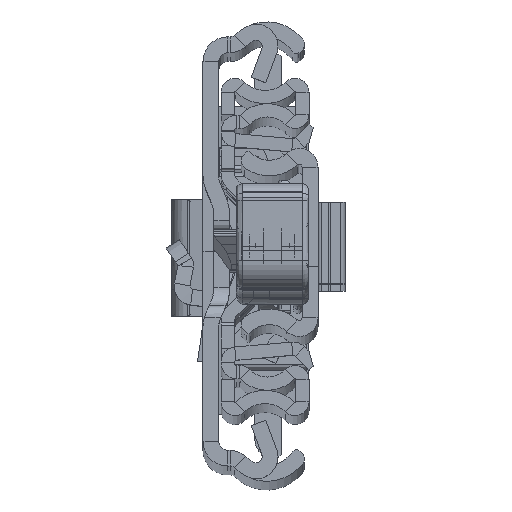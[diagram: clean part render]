
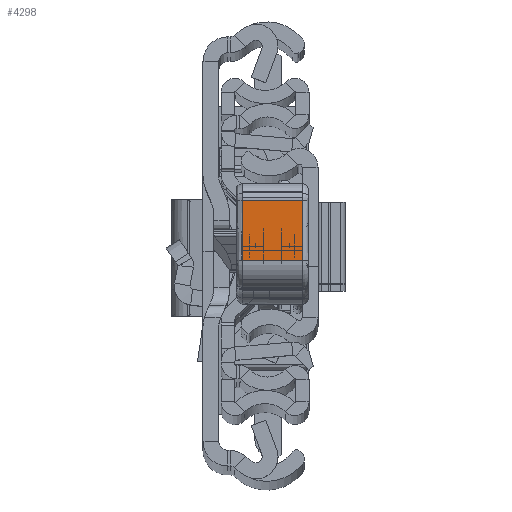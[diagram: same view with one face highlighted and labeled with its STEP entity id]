
A CAD part, top view. The second image highlights one B-rep face of the part: STEP entity #4298.
In plain terms, the highlighted face is planar.
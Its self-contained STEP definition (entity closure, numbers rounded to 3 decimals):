
#4298 = ADVANCED_FACE ( 'NONE', ( #21437 ), #12420, .F. ) ;
#4538 = EDGE_CURVE ( 'NONE', #31395, #13281, #28333, .T. ) ;
#5683 = DIRECTION ( 'NONE',  ( 0., 0., 1. ) ) ;
#6814 = DIRECTION ( 'NONE',  ( -1., 0.027, 0. ) ) ;
#7622 = CARTESIAN_POINT ( 'NONE',  ( 39.818, -2.465, -10. ) ) ;
#9846 = VERTEX_POINT ( 'NONE', #31298 ) ;
#9906 = VECTOR ( 'NONE', #5683, 1000. ) ;
#10290 = EDGE_CURVE ( 'NONE', #13281, #23431, #17212, .T. ) ;
#10339 = VECTOR ( 'NONE', #20352, 1000. ) ;
#11294 = LINE ( 'NONE', #32051, #9906 ) ;
#12420 = PLANE ( 'NONE',  #22146 ) ;
#13192 = ORIENTED_EDGE ( 'NONE', *, *, #31506, .F. ) ;
#13281 = VERTEX_POINT ( 'NONE', #7622 ) ;
#14641 = CARTESIAN_POINT ( 'NONE',  ( 39.55, -12.274, -10. ) ) ;
#15313 = EDGE_CURVE ( 'NONE', #23431, #9846, #11294, .T. ) ;
#16323 = ORIENTED_EDGE ( 'NONE', *, *, #4538, .F. ) ;
#17212 = LINE ( 'NONE', #23378, #37971 ) ;
#20352 = DIRECTION ( 'NONE',  ( 0.027, 1., 0. ) ) ;
#21437 = FACE_OUTER_BOUND ( 'NONE', #34024, .T. ) ;
#22146 = AXIS2_PLACEMENT_3D ( 'NONE', #29738, #6814, #32797 ) ;
#23378 = CARTESIAN_POINT ( 'NONE',  ( 39.55, -12.274, -10. ) ) ;
#23431 = VERTEX_POINT ( 'NONE', #14641 ) ;
#25480 = DIRECTION ( 'NONE',  ( 0., 0., -1. ) ) ;
#26332 = CARTESIAN_POINT ( 'NONE',  ( 39.55, -12.274, 0. ) ) ;
#28333 = LINE ( 'NONE', #37574, #36569 ) ;
#28727 = ORIENTED_EDGE ( 'NONE', *, *, #15313, .F. ) ;
#29267 = ORIENTED_EDGE ( 'NONE', *, *, #10290, .F. ) ;
#29738 = CARTESIAN_POINT ( 'NONE',  ( 39.55, -12.274, -11. ) ) ;
#31298 = CARTESIAN_POINT ( 'NONE',  ( 39.55, -12.274, 0. ) ) ;
#31395 = VERTEX_POINT ( 'NONE', #32034 ) ;
#31506 = EDGE_CURVE ( 'NONE', #9846, #31395, #34942, .T. ) ;
#32034 = CARTESIAN_POINT ( 'NONE',  ( 39.818, -2.465, 0. ) ) ;
#32051 = CARTESIAN_POINT ( 'NONE',  ( 39.55, -12.274, -11. ) ) ;
#32207 = DIRECTION ( 'NONE',  ( -0.027, -1., 0. ) ) ;
#32797 = DIRECTION ( 'NONE',  ( -0.027, -1., 0. ) ) ;
#34024 = EDGE_LOOP ( 'NONE', ( #28727, #29267, #16323, #13192 ) ) ;
#34942 = LINE ( 'NONE', #26332, #10339 ) ;
#36569 = VECTOR ( 'NONE', #25480, 1000. ) ;
#37574 = CARTESIAN_POINT ( 'NONE',  ( 39.818, -2.465, -11. ) ) ;
#37971 = VECTOR ( 'NONE', #32207, 1000. ) ;
